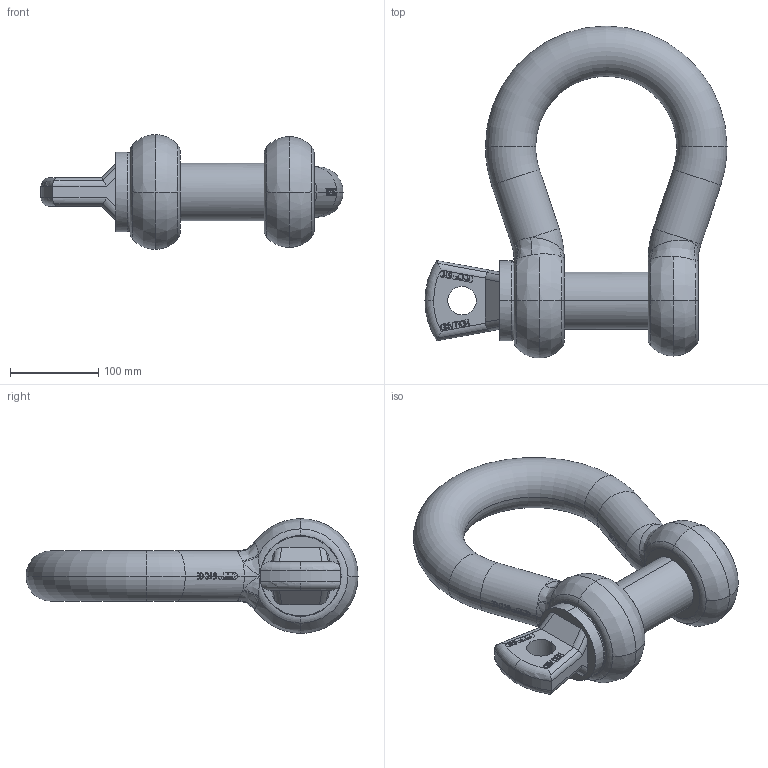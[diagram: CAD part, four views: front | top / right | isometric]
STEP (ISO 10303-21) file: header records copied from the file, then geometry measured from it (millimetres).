
FILE_DESCRIPTION(('.'),'2;1');
FILE_NAME('GPGHBB57.stp','2012-01-15T12:40:20+00:00',('.'),('.'),'','STEP AP214','.');
FILE_SCHEMA(('AUTOMOTIVE_DESIGN { 1 0 10303 214 1 1 1 1 }'));
Length unit declared in the file: millimetre
Products named in the file (3): GPGHBB57; 42,5; 42,5_1
Assembly tree (2 placements, depth 2):
  GPGHBB57
    42,5
    42,5_1
Bounding box: 342.5 x 376.5 x 130 mm (x, y, z)
Volume: 3336234.5 mm3; surface area: 279117.5 mm2
Topology: 2 solids, 2 shells, 770 faces, 2403 edges, 1656 vertices
Faces by surface type: plane 313, bspline 275, cylinder 149, torus 32, cone 1
Entity records: 33101 total; most frequent: CARTESIAN_POINT 14769, ORIENTED_EDGE 4790, EDGE_CURVE 2395, DIRECTION 1794, VERTEX_POINT 1656, B_SPLINE_CURVE_WITH_KNOTS 1492, EDGE_LOOP 803, VECTOR 793
